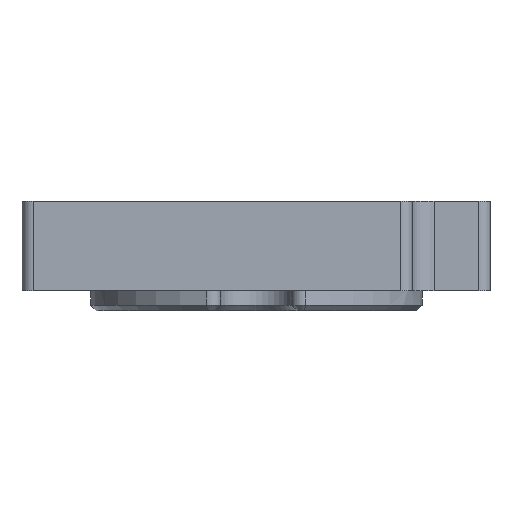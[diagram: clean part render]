
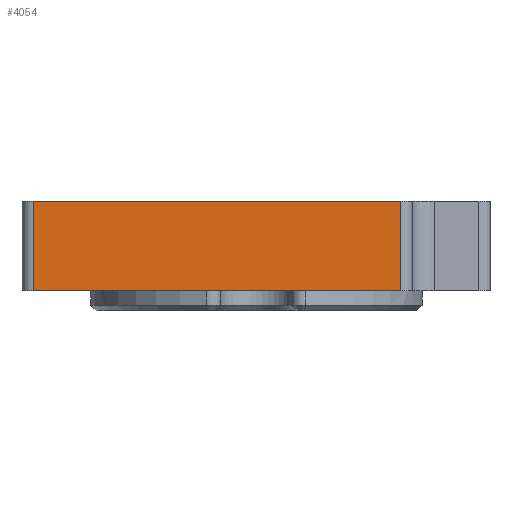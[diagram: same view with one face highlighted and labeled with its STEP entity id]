
A CAD part, front view. The second image highlights one B-rep face of the part: STEP entity #4054.
In plain terms, the highlighted planar face has unit normal (0, -1, 0).
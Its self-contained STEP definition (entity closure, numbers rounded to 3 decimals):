
#365 = EDGE_CURVE ( 'NONE', #958, #2103, #6075, .T. ) ;
#434 = AXIS2_PLACEMENT_3D ( 'NONE', #3894, #5331, #2401 ) ;
#568 = EDGE_LOOP ( 'NONE', ( #2211, #2432, #2585, #2740 ) ) ;
#958 = VERTEX_POINT ( 'NONE', #2562 ) ;
#1085 = VECTOR ( 'NONE', #4684, 1000. ) ;
#1923 = VECTOR ( 'NONE', #4613, 1000. ) ;
#2103 = VERTEX_POINT ( 'NONE', #6091 ) ;
#2211 = ORIENTED_EDGE ( 'NONE', *, *, #365, .F. ) ;
#2254 = FACE_OUTER_BOUND ( 'NONE', #568, .T. ) ;
#2401 = DIRECTION ( 'NONE',  ( 0., 0., 1. ) ) ;
#2432 = ORIENTED_EDGE ( 'NONE', *, *, #5032, .T. ) ;
#2451 = VECTOR ( 'NONE', #4240, 1000. ) ;
#2562 = CARTESIAN_POINT ( 'NONE',  ( 13., -21., -7. ) ) ;
#2585 = ORIENTED_EDGE ( 'NONE', *, *, #5908, .F. ) ;
#2668 = CARTESIAN_POINT ( 'NONE',  ( 13., -21., 1. ) ) ;
#2740 = ORIENTED_EDGE ( 'NONE', *, *, #5772, .T. ) ;
#2792 = DIRECTION ( 'NONE',  ( 0., 0., 1. ) ) ;
#3255 = LINE ( 'NONE', #3296, #5813 ) ;
#3296 = CARTESIAN_POINT ( 'NONE',  ( 13., -21., 1. ) ) ;
#3529 = VERTEX_POINT ( 'NONE', #2668 ) ;
#3894 = CARTESIAN_POINT ( 'NONE',  ( 0., -21., 1. ) ) ;
#4054 = ADVANCED_FACE ( 'NONE', ( #2254 ), #5314, .F. ) ;
#4240 = DIRECTION ( 'NONE',  ( 1., 0., 0. ) ) ;
#4562 = LINE ( 'NONE', #4596, #1923 ) ;
#4596 = CARTESIAN_POINT ( 'NONE',  ( -20., -21., -7. ) ) ;
#4613 = DIRECTION ( 'NONE',  ( 0., 0., -1. ) ) ;
#4684 = DIRECTION ( 'NONE',  ( -1., 0., 0. ) ) ;
#4736 = CARTESIAN_POINT ( 'NONE',  ( 0., -21., -7. ) ) ;
#5032 = EDGE_CURVE ( 'NONE', #958, #3529, #3255, .T. ) ;
#5314 = PLANE ( 'NONE',  #434 ) ;
#5331 = DIRECTION ( 'NONE',  ( 0., 1., 0. ) ) ;
#5772 = EDGE_CURVE ( 'NONE', #6111, #2103, #4562, .T. ) ;
#5813 = VECTOR ( 'NONE', #2792, 1000. ) ;
#5908 = EDGE_CURVE ( 'NONE', #6111, #3529, #6188, .T. ) ;
#6065 = CARTESIAN_POINT ( 'NONE',  ( -20., -21., 1. ) ) ;
#6075 = LINE ( 'NONE', #4736, #1085 ) ;
#6091 = CARTESIAN_POINT ( 'NONE',  ( -20., -21., -7. ) ) ;
#6111 = VERTEX_POINT ( 'NONE', #6065 ) ;
#6146 = CARTESIAN_POINT ( 'NONE',  ( 0., -21., 1. ) ) ;
#6188 = LINE ( 'NONE', #6146, #2451 ) ;
